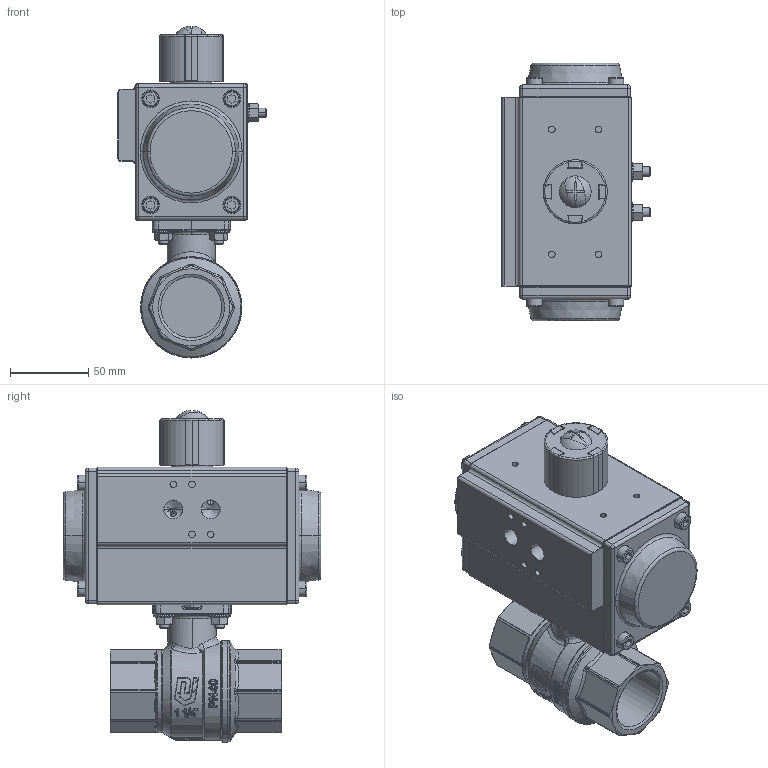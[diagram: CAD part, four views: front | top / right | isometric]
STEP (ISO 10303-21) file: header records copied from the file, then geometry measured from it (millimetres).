
FILE_DESCRIPTION(('HOOPS Exchange Step'),'2;1');
FILE_NAME('PK0101_DN32.stp','2025-03-25T09:05:19+01:00',('nieru'),('Unknown organisation'),'HOOPS Exchange 2024.2','HOOPS Exchange','Unknown authorisation');
FILE_SCHEMA( ('AP203_CONFIGURATION_CONTROLLED_3D_DESIGN_OF_MECHANICAL_PARTS_AND_ASSEMBLIES_MIM_LF') );
Length unit declared in the file: millimetre
Products named in the file (5): 0; root
Assembly tree (4 placements, depth 3):
  root
    0
      0
      0
      0
Bounding box: 95 x 165 x 212.65 mm (x, y, z)
Volume: 867589.1 mm3; surface area: 185615.8 mm2
Topology: 34 solids, 36 shells, 2532 faces, 6089 edges, 3645 vertices
Faces by surface type: bspline 1071, cylinder 551, plane 534, torus 224, cone 110, sphere 42
Full cylindrical faces by diameter (mm): 5 x5, 6 x4, 38.952 x2, 53 x1
Entity records: 163698 total; most frequent: CARTESIAN_POINT 111057, ORIENTED_EDGE 12054, DIRECTION 8810, EDGE_CURVE 6027, VERTEX_POINT 3647, AXIS2_PLACEMENT_3D 3545, EDGE_LOOP 2676, FACE_BOUND 2676
